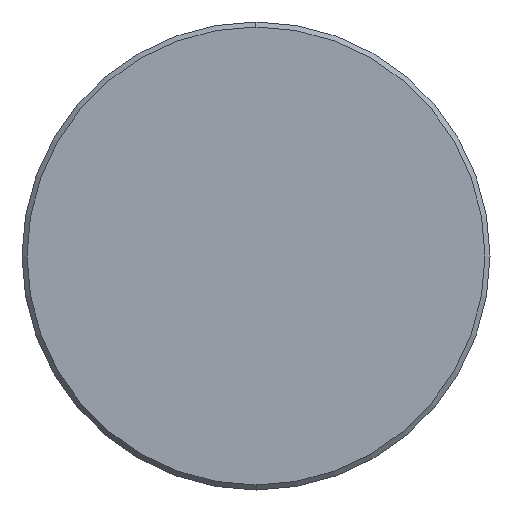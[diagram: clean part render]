
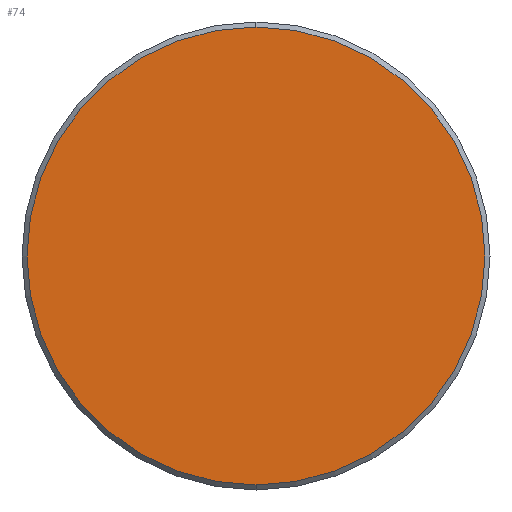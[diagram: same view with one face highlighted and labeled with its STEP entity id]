
A CAD part, left-side view. The second image highlights one B-rep face of the part: STEP entity #74.
In plain terms, the highlighted planar face has unit normal (-1, 0, 0).
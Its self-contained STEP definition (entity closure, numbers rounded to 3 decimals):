
#53 = ORIENTED_EDGE ( 'NONE', *, *, #301, .T. ) ;
#74 = ADVANCED_FACE ( 'NONE', ( #415 ), #399, .F. ) ;
#88 = CIRCLE ( 'NONE', #170, 13.7 ) ;
#156 = CARTESIAN_POINT ( 'NONE',  ( -89.6, -13.864, 13.864 ) ) ;
#160 = CARTESIAN_POINT ( 'NONE',  ( -89.6, 0., -13.7 ) ) ;
#162 = DIRECTION ( 'NONE',  ( 0., 0., -1. ) ) ;
#163 = DIRECTION ( 'NONE',  ( -1., 0., 0. ) ) ;
#167 = EDGE_CURVE ( 'NONE', #461, #250, #586, .T. ) ;
#170 = AXIS2_PLACEMENT_3D ( 'NONE', #460, #163, #162 ) ;
#180 = DIRECTION ( 'NONE',  ( 0., 0., -1. ) ) ;
#183 = CARTESIAN_POINT ( 'NONE',  ( -89.6, 0., 0. ) ) ;
#225 = DIRECTION ( 'NONE',  ( -1., 0., 0. ) ) ;
#233 = AXIS2_PLACEMENT_3D ( 'NONE', #183, #225, #180 ) ;
#250 = VERTEX_POINT ( 'NONE', #160 ) ;
#301 = EDGE_CURVE ( 'NONE', #250, #461, #88, .T. ) ;
#311 = ORIENTED_EDGE ( 'NONE', *, *, #167, .T. ) ;
#347 = DIRECTION ( 'NONE',  ( 0., 0., -1. ) ) ;
#399 = PLANE ( 'NONE',  #466 ) ;
#415 = FACE_OUTER_BOUND ( 'NONE', #440, .T. ) ;
#440 = EDGE_LOOP ( 'NONE', ( #53, #311 ) ) ;
#460 = CARTESIAN_POINT ( 'NONE',  ( -89.6, 0., 0. ) ) ;
#461 = VERTEX_POINT ( 'NONE', #516 ) ;
#466 = AXIS2_PLACEMENT_3D ( 'NONE', #156, #650, #347 ) ;
#516 = CARTESIAN_POINT ( 'NONE',  ( -89.6, 0., 13.7 ) ) ;
#586 = CIRCLE ( 'NONE', #233, 13.7 ) ;
#650 = DIRECTION ( 'NONE',  ( 1., 0., 0. ) ) ;
